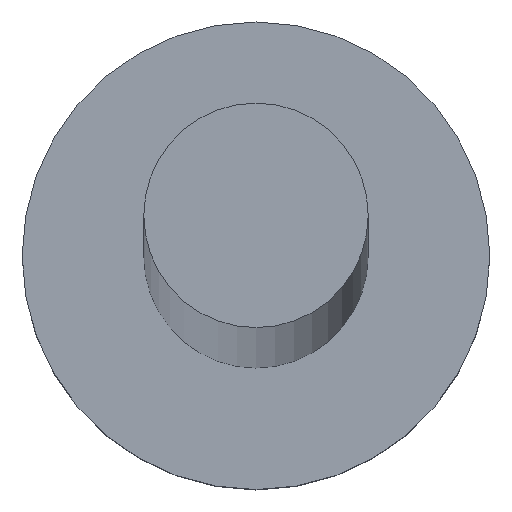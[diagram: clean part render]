
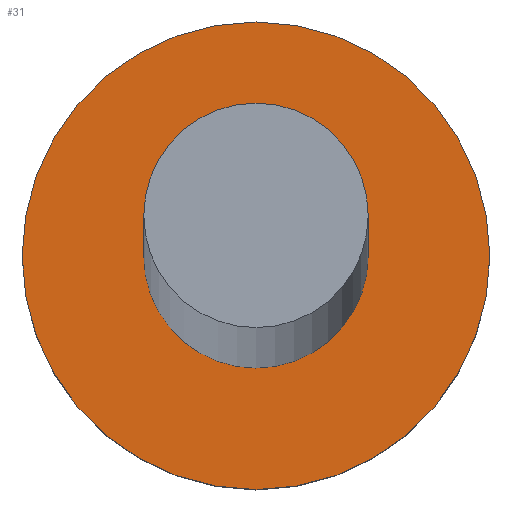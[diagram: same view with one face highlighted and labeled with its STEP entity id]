
A CAD part, top view. The second image highlights one B-rep face of the part: STEP entity #31.
In plain terms, the highlighted planar face has unit normal (0, 0, 1).
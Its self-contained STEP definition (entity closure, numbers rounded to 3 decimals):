
#11 = FACE_OUTER_BOUND ( 'NONE', #84, .T. ) ;
#31 = ADVANCED_FACE ( 'NONE', ( #115, #11 ), #226, .T. ) ;
#33 = AXIS2_PLACEMENT_3D ( 'NONE', #210, #35, #255 ) ;
#35 = DIRECTION ( 'NONE',  ( 0., 0., 1. ) ) ;
#36 = CARTESIAN_POINT ( 'NONE',  ( 1.25, 0., 1.2 ) ) ;
#41 = VERTEX_POINT ( 'NONE', #254 ) ;
#45 = CIRCLE ( 'NONE', #33, 0.6 ) ;
#69 = VERTEX_POINT ( 'NONE', #184 ) ;
#72 = VERTEX_POINT ( 'NONE', #154 ) ;
#76 = CIRCLE ( 'NONE', #94, 1.25 ) ;
#82 = EDGE_CURVE ( 'NONE', #41, #104, #76, .T. ) ;
#84 = EDGE_LOOP ( 'NONE', ( #127, #149 ) ) ;
#89 = DIRECTION ( 'NONE',  ( 1., 0., 0. ) ) ;
#94 = AXIS2_PLACEMENT_3D ( 'NONE', #151, #169, #89 ) ;
#97 = CIRCLE ( 'NONE', #240, 1.25 ) ;
#104 = VERTEX_POINT ( 'NONE', #36 ) ;
#107 = EDGE_CURVE ( 'NONE', #72, #69, #108, .T. ) ;
#108 = CIRCLE ( 'NONE', #164, 0.6 ) ;
#109 = DIRECTION ( 'NONE',  ( 1., 0., 0. ) ) ;
#115 = FACE_BOUND ( 'NONE', #242, .T. ) ;
#127 = ORIENTED_EDGE ( 'NONE', *, *, #82, .T. ) ;
#135 = DIRECTION ( 'NONE',  ( 1., 0., 0. ) ) ;
#147 = CARTESIAN_POINT ( 'NONE',  ( 0., 0., 1.2 ) ) ;
#149 = ORIENTED_EDGE ( 'NONE', *, *, #198, .T. ) ;
#151 = CARTESIAN_POINT ( 'NONE',  ( 0., 0., 1.2 ) ) ;
#153 = DIRECTION ( 'NONE',  ( 1., 0., 0. ) ) ;
#154 = CARTESIAN_POINT ( 'NONE',  ( 0.6, 0., 1.2 ) ) ;
#164 = AXIS2_PLACEMENT_3D ( 'NONE', #209, #204, #153 ) ;
#166 = ORIENTED_EDGE ( 'NONE', *, *, #107, .F. ) ;
#167 = ORIENTED_EDGE ( 'NONE', *, *, #243, .F. ) ;
#168 = DIRECTION ( 'NONE',  ( 0., 0., 1. ) ) ;
#169 = DIRECTION ( 'NONE',  ( 0., 0., 1. ) ) ;
#184 = CARTESIAN_POINT ( 'NONE',  ( -0.6, 0., 1.2 ) ) ;
#198 = EDGE_CURVE ( 'NONE', #104, #41, #97, .T. ) ;
#204 = DIRECTION ( 'NONE',  ( 0., 0., 1. ) ) ;
#209 = CARTESIAN_POINT ( 'NONE',  ( 0., 0., 1.2 ) ) ;
#210 = CARTESIAN_POINT ( 'NONE',  ( 0., 0., 1.2 ) ) ;
#223 = DIRECTION ( 'NONE',  ( 0., 0., 1. ) ) ;
#226 = PLANE ( 'NONE',  #251 ) ;
#232 = CARTESIAN_POINT ( 'NONE',  ( 0., 0., 1.2 ) ) ;
#240 = AXIS2_PLACEMENT_3D ( 'NONE', #147, #223, #109 ) ;
#242 = EDGE_LOOP ( 'NONE', ( #167, #166 ) ) ;
#243 = EDGE_CURVE ( 'NONE', #69, #72, #45, .T. ) ;
#251 = AXIS2_PLACEMENT_3D ( 'NONE', #232, #168, #135 ) ;
#254 = CARTESIAN_POINT ( 'NONE',  ( -1.25, 0., 1.2 ) ) ;
#255 = DIRECTION ( 'NONE',  ( 1., 0., 0. ) ) ;
